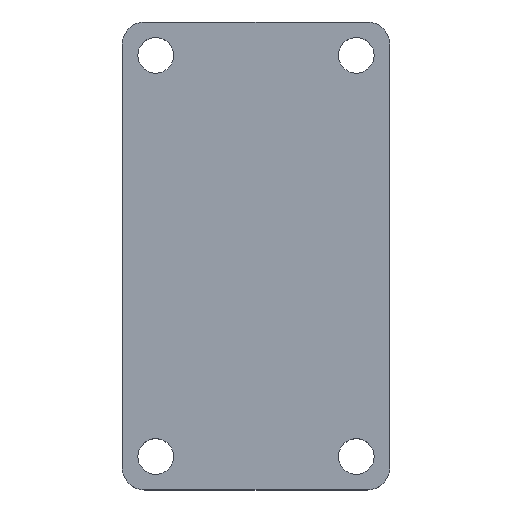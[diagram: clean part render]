
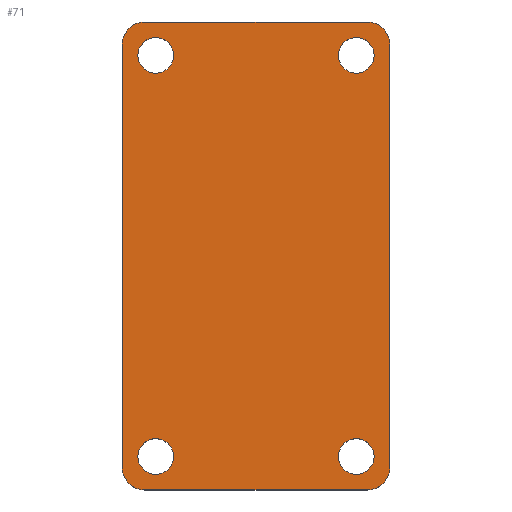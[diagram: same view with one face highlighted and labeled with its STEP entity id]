
A CAD part, top view. The second image highlights one B-rep face of the part: STEP entity #71.
In plain terms, the highlighted planar face has unit normal (0, 0, 1).
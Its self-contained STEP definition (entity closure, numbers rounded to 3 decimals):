
#1 = EDGE_LOOP ( 'NONE', ( #9, #325 ) ) ;
#9 = ORIENTED_EDGE ( 'NONE', *, *, #77, .F. ) ;
#14 = DIRECTION ( 'NONE',  ( 1., 0., 0. ) ) ;
#17 = EDGE_CURVE ( 'NONE', #288, #324, #602, .T. ) ;
#20 = CARTESIAN_POINT ( 'NONE',  ( 12., -19., 2. ) ) ;
#21 = FACE_BOUND ( 'NONE', #398, .T. ) ;
#26 = LINE ( 'NONE', #418, #281 ) ;
#29 = CIRCLE ( 'NONE', #385, 1.6 ) ;
#32 = EDGE_CURVE ( 'NONE', #315, #461, #29, .T. ) ;
#41 = CARTESIAN_POINT ( 'NONE',  ( 7.4, -18., 2. ) ) ;
#48 = ORIENTED_EDGE ( 'NONE', *, *, #17, .T. ) ;
#53 = CIRCLE ( 'NONE', #286, 2. ) ;
#55 = FACE_BOUND ( 'NONE', #435, .T. ) ;
#62 = CARTESIAN_POINT ( 'NONE',  ( 10.6, 18., 2. ) ) ;
#67 = DIRECTION ( 'NONE',  ( 1., 0., 0. ) ) ;
#70 = CARTESIAN_POINT ( 'NONE',  ( 10., -19., 2. ) ) ;
#71 = ADVANCED_FACE ( 'NONE', ( #55, #352, #395, #21, #112 ), #450, .T. ) ;
#72 = AXIS2_PLACEMENT_3D ( 'NONE', #287, #387, #238 ) ;
#77 = EDGE_CURVE ( 'NONE', #205, #562, #200, .T. ) ;
#79 = ORIENTED_EDGE ( 'NONE', *, *, #258, .T. ) ;
#95 = EDGE_CURVE ( 'NONE', #150, #401, #256, .T. ) ;
#102 = ORIENTED_EDGE ( 'NONE', *, *, #242, .T. ) ;
#106 = DIRECTION ( 'NONE',  ( -1., 0., 0. ) ) ;
#112 = FACE_BOUND ( 'NONE', #198, .T. ) ;
#124 = EDGE_CURVE ( 'NONE', #484, #624, #267, .T. ) ;
#126 = CIRCLE ( 'NONE', #72, 1.6 ) ;
#129 = VERTEX_POINT ( 'NONE', #495 ) ;
#134 = ORIENTED_EDGE ( 'NONE', *, *, #383, .F. ) ;
#137 = AXIS2_PLACEMENT_3D ( 'NONE', #629, #371, #518 ) ;
#142 = DIRECTION ( 'NONE',  ( 0., 0., 1. ) ) ;
#148 = LINE ( 'NONE', #348, #298 ) ;
#149 = EDGE_CURVE ( 'NONE', #222, #288, #148, .T. ) ;
#150 = VERTEX_POINT ( 'NONE', #20 ) ;
#152 = DIRECTION ( 'NONE',  ( 1., 0., 0. ) ) ;
#156 = CARTESIAN_POINT ( 'NONE',  ( 12., 19., 2. ) ) ;
#166 = CARTESIAN_POINT ( 'NONE',  ( 10., -21., 2. ) ) ;
#183 = AXIS2_PLACEMENT_3D ( 'NONE', #293, #297, #405 ) ;
#185 = DIRECTION ( 'NONE',  ( 0., 0., 1. ) ) ;
#187 = ORIENTED_EDGE ( 'NONE', *, *, #550, .F. ) ;
#194 = AXIS2_PLACEMENT_3D ( 'NONE', #617, #464, #411 ) ;
#196 = DIRECTION ( 'NONE',  ( 0., -1., 0. ) ) ;
#197 = DIRECTION ( 'NONE',  ( 0., 1., 0. ) ) ;
#198 = EDGE_LOOP ( 'NONE', ( #272, #187 ) ) ;
#200 = CIRCLE ( 'NONE', #321, 1.6 ) ;
#205 = VERTEX_POINT ( 'NONE', #251 ) ;
#207 = CARTESIAN_POINT ( 'NONE',  ( 12., -21., 2. ) ) ;
#208 = AXIS2_PLACEMENT_3D ( 'NONE', #241, #437, #382 ) ;
#213 = CARTESIAN_POINT ( 'NONE',  ( 9., -18., 2. ) ) ;
#219 = CARTESIAN_POINT ( 'NONE',  ( -10., -21., 2. ) ) ;
#222 = VERTEX_POINT ( 'NONE', #255 ) ;
#225 = CIRCLE ( 'NONE', #627, 1.6 ) ;
#226 = DIRECTION ( 'NONE',  ( 0., 0., 1. ) ) ;
#236 = ORIENTED_EDGE ( 'NONE', *, *, #149, .T. ) ;
#238 = DIRECTION ( 'NONE',  ( 1., 0., 0. ) ) ;
#241 = CARTESIAN_POINT ( 'NONE',  ( 9., -18., 2. ) ) ;
#242 = EDGE_CURVE ( 'NONE', #129, #524, #609, .T. ) ;
#243 = DIRECTION ( 'NONE',  ( 1., 0., 0. ) ) ;
#251 = CARTESIAN_POINT ( 'NONE',  ( -10.6, 18., 2. ) ) ;
#252 = DIRECTION ( 'NONE',  ( 0., 0., 1. ) ) ;
#255 = CARTESIAN_POINT ( 'NONE',  ( -12., 19., 2. ) ) ;
#256 = LINE ( 'NONE', #207, #549 ) ;
#257 = CARTESIAN_POINT ( 'NONE',  ( 10.6, -18., 2. ) ) ;
#258 = EDGE_CURVE ( 'NONE', #524, #222, #53, .T. ) ;
#267 = CIRCLE ( 'NONE', #636, 1.6 ) ;
#272 = ORIENTED_EDGE ( 'NONE', *, *, #124, .F. ) ;
#281 = VECTOR ( 'NONE', #67, 1000. ) ;
#286 = AXIS2_PLACEMENT_3D ( 'NONE', #454, #595, #14 ) ;
#287 = CARTESIAN_POINT ( 'NONE',  ( -9., 18., 2. ) ) ;
#288 = VERTEX_POINT ( 'NONE', #569 ) ;
#292 = CARTESIAN_POINT ( 'NONE',  ( -7.4, 18., 2. ) ) ;
#293 = CARTESIAN_POINT ( 'NONE',  ( 0., 0., 2. ) ) ;
#297 = DIRECTION ( 'NONE',  ( 0., 0., 1. ) ) ;
#298 = VECTOR ( 'NONE', #196, 1000. ) ;
#300 = CIRCLE ( 'NONE', #337, 2. ) ;
#304 = CARTESIAN_POINT ( 'NONE',  ( -10.6, -18., 2. ) ) ;
#310 = CARTESIAN_POINT ( 'NONE',  ( -9., 18., 2. ) ) ;
#312 = ORIENTED_EDGE ( 'NONE', *, *, #364, .T. ) ;
#315 = VERTEX_POINT ( 'NONE', #526 ) ;
#321 = AXIS2_PLACEMENT_3D ( 'NONE', #310, #252, #152 ) ;
#324 = VERTEX_POINT ( 'NONE', #219 ) ;
#325 = ORIENTED_EDGE ( 'NONE', *, *, #591, .F. ) ;
#329 = VERTEX_POINT ( 'NONE', #41 ) ;
#331 = VECTOR ( 'NONE', #106, 1000. ) ;
#337 = AXIS2_PLACEMENT_3D ( 'NONE', #70, #415, #509 ) ;
#345 = EDGE_CURVE ( 'NONE', #401, #129, #584, .T. ) ;
#348 = CARTESIAN_POINT ( 'NONE',  ( -12., -21., 2. ) ) ;
#352 = FACE_BOUND ( 'NONE', #1, .T. ) ;
#357 = DIRECTION ( 'NONE',  ( 0., 0., 1. ) ) ;
#360 = CARTESIAN_POINT ( 'NONE',  ( 12., 21., 2. ) ) ;
#364 = EDGE_CURVE ( 'NONE', #384, #150, #300, .T. ) ;
#371 = DIRECTION ( 'NONE',  ( 0., 0., 1. ) ) ;
#372 = ORIENTED_EDGE ( 'NONE', *, *, #616, .F. ) ;
#379 = ORIENTED_EDGE ( 'NONE', *, *, #429, .F. ) ;
#382 = DIRECTION ( 'NONE',  ( 1., 0., 0. ) ) ;
#383 = EDGE_CURVE ( 'NONE', #461, #315, #587, .T. ) ;
#384 = VERTEX_POINT ( 'NONE', #166 ) ;
#385 = AXIS2_PLACEMENT_3D ( 'NONE', #433, #185, #631 ) ;
#387 = DIRECTION ( 'NONE',  ( 0., 0., 1. ) ) ;
#395 = FACE_OUTER_BOUND ( 'NONE', #475, .T. ) ;
#398 = EDGE_LOOP ( 'NONE', ( #486, #134 ) ) ;
#400 = CARTESIAN_POINT ( 'NONE',  ( -9., -18., 2. ) ) ;
#401 = VERTEX_POINT ( 'NONE', #156 ) ;
#403 = AXIS2_PLACEMENT_3D ( 'NONE', #573, #226, #625 ) ;
#405 = DIRECTION ( 'NONE',  ( 1., 0., 0. ) ) ;
#411 = DIRECTION ( 'NONE',  ( 1., 0., 0. ) ) ;
#412 = ORIENTED_EDGE ( 'NONE', *, *, #447, .T. ) ;
#415 = DIRECTION ( 'NONE',  ( 0., 0., 1. ) ) ;
#418 = CARTESIAN_POINT ( 'NONE',  ( 12., -21., 2. ) ) ;
#420 = CIRCLE ( 'NONE', #448, 1.6 ) ;
#429 = EDGE_CURVE ( 'NONE', #329, #488, #420, .T. ) ;
#433 = CARTESIAN_POINT ( 'NONE',  ( 9., 18., 2. ) ) ;
#435 = EDGE_LOOP ( 'NONE', ( #379, #372 ) ) ;
#437 = DIRECTION ( 'NONE',  ( 0., 0., 1. ) ) ;
#441 = CARTESIAN_POINT ( 'NONE',  ( -9., -18., 2. ) ) ;
#447 = EDGE_CURVE ( 'NONE', #324, #384, #26, .T. ) ;
#448 = AXIS2_PLACEMENT_3D ( 'NONE', #213, #563, #553 ) ;
#450 = PLANE ( 'NONE',  #183 ) ;
#454 = CARTESIAN_POINT ( 'NONE',  ( -10., 19., 2. ) ) ;
#461 = VERTEX_POINT ( 'NONE', #62 ) ;
#464 = DIRECTION ( 'NONE',  ( 0., 0., 1. ) ) ;
#475 = EDGE_LOOP ( 'NONE', ( #236, #48, #412, #312, #544, #496, #102, #79 ) ) ;
#481 = DIRECTION ( 'NONE',  ( 1., 0., 0. ) ) ;
#484 = VERTEX_POINT ( 'NONE', #304 ) ;
#486 = ORIENTED_EDGE ( 'NONE', *, *, #32, .F. ) ;
#488 = VERTEX_POINT ( 'NONE', #257 ) ;
#489 = CARTESIAN_POINT ( 'NONE',  ( -10., 21., 2. ) ) ;
#492 = CIRCLE ( 'NONE', #208, 1.6 ) ;
#495 = CARTESIAN_POINT ( 'NONE',  ( 10., 21., 2. ) ) ;
#496 = ORIENTED_EDGE ( 'NONE', *, *, #345, .T. ) ;
#509 = DIRECTION ( 'NONE',  ( 1., 0., 0. ) ) ;
#518 = DIRECTION ( 'NONE',  ( 1., 0., 0. ) ) ;
#524 = VERTEX_POINT ( 'NONE', #489 ) ;
#526 = CARTESIAN_POINT ( 'NONE',  ( 7.4, 18., 2. ) ) ;
#540 = CARTESIAN_POINT ( 'NONE',  ( -7.4, -18., 2. ) ) ;
#544 = ORIENTED_EDGE ( 'NONE', *, *, #95, .T. ) ;
#549 = VECTOR ( 'NONE', #197, 1000. ) ;
#550 = EDGE_CURVE ( 'NONE', #624, #484, #225, .T. ) ;
#553 = DIRECTION ( 'NONE',  ( 1., 0., 0. ) ) ;
#562 = VERTEX_POINT ( 'NONE', #292 ) ;
#563 = DIRECTION ( 'NONE',  ( 0., 0., 1. ) ) ;
#569 = CARTESIAN_POINT ( 'NONE',  ( -12., -19., 2. ) ) ;
#573 = CARTESIAN_POINT ( 'NONE',  ( -10., -19., 2. ) ) ;
#584 = CIRCLE ( 'NONE', #137, 2. ) ;
#587 = CIRCLE ( 'NONE', #194, 1.6 ) ;
#591 = EDGE_CURVE ( 'NONE', #562, #205, #126, .T. ) ;
#595 = DIRECTION ( 'NONE',  ( 0., 0., 1. ) ) ;
#602 = CIRCLE ( 'NONE', #403, 2. ) ;
#609 = LINE ( 'NONE', #360, #331 ) ;
#616 = EDGE_CURVE ( 'NONE', #488, #329, #492, .T. ) ;
#617 = CARTESIAN_POINT ( 'NONE',  ( 9., 18., 2. ) ) ;
#624 = VERTEX_POINT ( 'NONE', #540 ) ;
#625 = DIRECTION ( 'NONE',  ( 1., 0., 0. ) ) ;
#627 = AXIS2_PLACEMENT_3D ( 'NONE', #441, #142, #481 ) ;
#629 = CARTESIAN_POINT ( 'NONE',  ( 10., 19., 2. ) ) ;
#631 = DIRECTION ( 'NONE',  ( 1., 0., 0. ) ) ;
#636 = AXIS2_PLACEMENT_3D ( 'NONE', #400, #357, #243 ) ;
